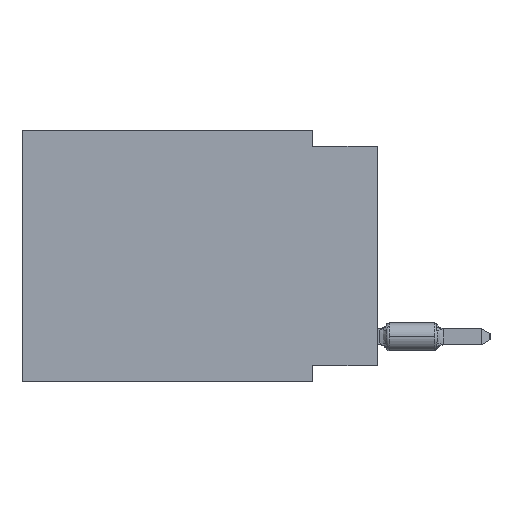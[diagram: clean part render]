
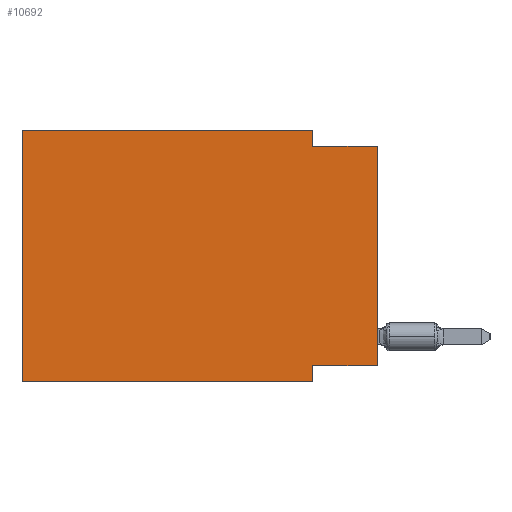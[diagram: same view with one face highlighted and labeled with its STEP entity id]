
A CAD part, left-side view. The second image highlights one B-rep face of the part: STEP entity #10692.
In plain terms, the highlighted planar face has unit normal (-1, 0, 0).
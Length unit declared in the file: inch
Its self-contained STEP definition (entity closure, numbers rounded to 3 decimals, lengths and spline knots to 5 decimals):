
#319 = FACE_OUTER_BOUND ( 'NONE', #4246, .T. ) ;
#4246 = EDGE_LOOP ( 'NONE', ( #38043, #17658, #8685, #47632, #7223, #12950, #28333, #11263 ) ) ;
#4819 = EDGE_CURVE ( 'NONE', #22462, #28271, #62213, .T. ) ;
#5103 = VERTEX_POINT ( 'NONE', #22238 ) ;
#6745 = VERTEX_POINT ( 'NONE', #66047 ) ;
#6904 = CARTESIAN_POINT ( 'NONE',  ( 0., 0.55, 0. ) ) ;
#7223 = ORIENTED_EDGE ( 'NONE', *, *, #4819, .F. ) ;
#7838 = EDGE_CURVE ( 'NONE', #37554, #46618, #70068, .T. ) ;
#8348 = CARTESIAN_POINT ( 'NONE',  ( 0., 0.1, 0. ) ) ;
#8685 = ORIENTED_EDGE ( 'NONE', *, *, #17839, .F. ) ;
#9501 = DIRECTION ( 'NONE',  ( 0., 0., -1. ) ) ;
#9952 = CARTESIAN_POINT ( 'NONE',  ( 0., 0.55, -0.39 ) ) ;
#10692 = ADVANCED_FACE ( 'NONE', ( #319 ), #44552, .F. ) ;
#11263 = ORIENTED_EDGE ( 'NONE', *, *, #52560, .F. ) ;
#11553 = DIRECTION ( 'NONE',  ( 0., 0., -1. ) ) ;
#11561 = VERTEX_POINT ( 'NONE', #8348 ) ;
#12679 = DIRECTION ( 'NONE',  ( 0., 0., 1. ) ) ;
#12950 = ORIENTED_EDGE ( 'NONE', *, *, #59508, .T. ) ;
#13244 = CARTESIAN_POINT ( 'NONE',  ( 0., 0.1, -0.39 ) ) ;
#14229 = AXIS2_PLACEMENT_3D ( 'NONE', #66675, #17009, #11553 ) ;
#14556 = VECTOR ( 'NONE', #12679, 39.37008 ) ;
#14751 = DIRECTION ( 'NONE',  ( 0., -1., 0. ) ) ;
#15407 = CARTESIAN_POINT ( 'NONE',  ( 0., 0.55, -0.39 ) ) ;
#15879 = VECTOR ( 'NONE', #9501, 39.37008 ) ;
#17009 = DIRECTION ( 'NONE',  ( 1., 0., 0. ) ) ;
#17658 = ORIENTED_EDGE ( 'NONE', *, *, #30185, .F. ) ;
#17839 = EDGE_CURVE ( 'NONE', #11561, #67147, #27673, .T. ) ;
#21587 = DIRECTION ( 'NONE',  ( 0., -1., 0. ) ) ;
#22238 = CARTESIAN_POINT ( 'NONE',  ( 0., 0., -0.025 ) ) ;
#22462 = VERTEX_POINT ( 'NONE', #9952 ) ;
#24265 = LINE ( 'NONE', #40235, #14556 ) ;
#24717 = VECTOR ( 'NONE', #45083, 39.37008 ) ;
#26520 = CARTESIAN_POINT ( 'NONE',  ( 0., 0.1, -0.39 ) ) ;
#27673 = LINE ( 'NONE', #50179, #24717 ) ;
#28271 = VERTEX_POINT ( 'NONE', #55852 ) ;
#28333 = ORIENTED_EDGE ( 'NONE', *, *, #7838, .F. ) ;
#30185 = EDGE_CURVE ( 'NONE', #67147, #5103, #69850, .T. ) ;
#31521 = VECTOR ( 'NONE', #51132, 39.37008 ) ;
#34456 = LINE ( 'NONE', #6904, #31521 ) ;
#37554 = VERTEX_POINT ( 'NONE', #39596 ) ;
#37570 = CARTESIAN_POINT ( 'NONE',  ( 0., 0., -0.025 ) ) ;
#38043 = ORIENTED_EDGE ( 'NONE', *, *, #55693, .T. ) ;
#38557 = VECTOR ( 'NONE', #14751, 39.37008 ) ;
#39596 = CARTESIAN_POINT ( 'NONE',  ( 0., 0.1, -0.365 ) ) ;
#40235 = CARTESIAN_POINT ( 'NONE',  ( 0., 0., 0. ) ) ;
#41089 = CARTESIAN_POINT ( 'NONE',  ( 0., 0., -0.365 ) ) ;
#41502 = EDGE_CURVE ( 'NONE', #28271, #11561, #34456, .T. ) ;
#41512 = CARTESIAN_POINT ( 'NONE',  ( 0., 0.55, 0. ) ) ;
#42957 = LINE ( 'NONE', #15407, #59879 ) ;
#44552 = PLANE ( 'NONE',  #14229 ) ;
#45083 = DIRECTION ( 'NONE',  ( 0., 0., -1. ) ) ;
#46618 = VERTEX_POINT ( 'NONE', #13244 ) ;
#47632 = ORIENTED_EDGE ( 'NONE', *, *, #41502, .F. ) ;
#50179 = CARTESIAN_POINT ( 'NONE',  ( 0., 0.1, 0. ) ) ;
#51132 = DIRECTION ( 'NONE',  ( 0., -1., 0. ) ) ;
#51293 = CARTESIAN_POINT ( 'NONE',  ( 0., 0.1, -0.025 ) ) ;
#52560 = EDGE_CURVE ( 'NONE', #6745, #37554, #62828, .T. ) ;
#55693 = EDGE_CURVE ( 'NONE', #6745, #5103, #24265, .T. ) ;
#55852 = CARTESIAN_POINT ( 'NONE',  ( 0., 0.55, 0. ) ) ;
#57498 = DIRECTION ( 'NONE',  ( 0., 0., 1. ) ) ;
#59508 = EDGE_CURVE ( 'NONE', #22462, #46618, #42957, .T. ) ;
#59879 = VECTOR ( 'NONE', #21587, 39.37008 ) ;
#62213 = LINE ( 'NONE', #41512, #71202 ) ;
#62828 = LINE ( 'NONE', #41089, #70956 ) ;
#63202 = DIRECTION ( 'NONE',  ( 0., 1., 0. ) ) ;
#66047 = CARTESIAN_POINT ( 'NONE',  ( 0., 0., -0.365 ) ) ;
#66675 = CARTESIAN_POINT ( 'NONE',  ( 0., 0.55, 0. ) ) ;
#67147 = VERTEX_POINT ( 'NONE', #51293 ) ;
#69850 = LINE ( 'NONE', #37570, #38557 ) ;
#70068 = LINE ( 'NONE', #26520, #15879 ) ;
#70956 = VECTOR ( 'NONE', #63202, 39.37008 ) ;
#71202 = VECTOR ( 'NONE', #57498, 39.37008 ) ;
